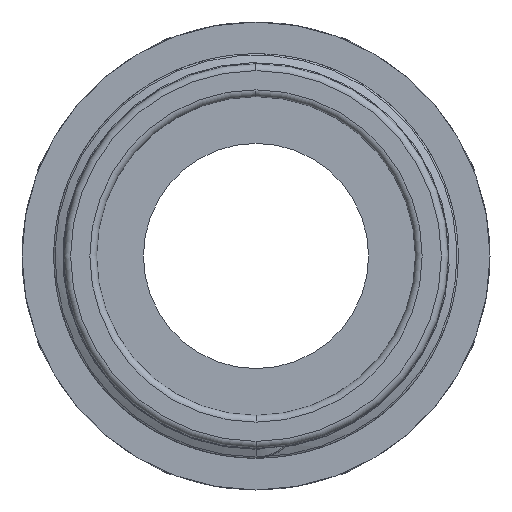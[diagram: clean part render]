
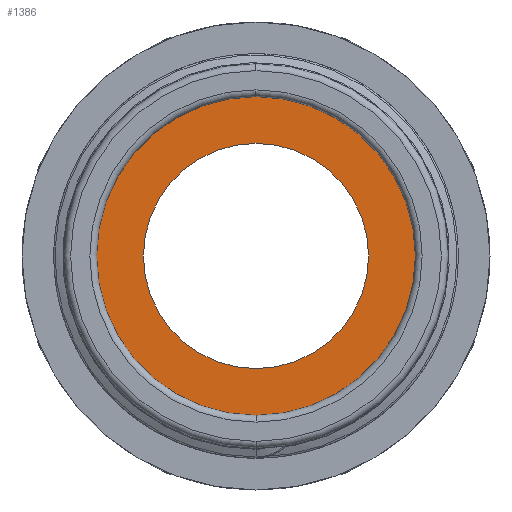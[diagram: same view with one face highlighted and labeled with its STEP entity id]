
A CAD part, left-side view. The second image highlights one B-rep face of the part: STEP entity #1386.
In plain terms, the highlighted planar face has unit normal (-1, 0, 0).
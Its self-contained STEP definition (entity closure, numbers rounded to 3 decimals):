
#1063 = AXIS2_PLACEMENT_3D ( 'NONE', #8872, #8873, #8874 ) ;
#1386 = ADVANCED_FACE ( 'NONE', ( #10481, #8869 ), #8870, .F. ) ;
#1417 = EDGE_CURVE ( 'NONE', #7691, #7688, #7057, .T. ) ;
#2472 = CARTESIAN_POINT ( 'NONE',  ( 17.5, 0., -16.6 ) ) ;
#2475 = CARTESIAN_POINT ( 'NONE',  ( 17.5, 0., 16.6 ) ) ;
#2485 = CARTESIAN_POINT ( 'NONE',  ( 17.5, 0., -23.5 ) ) ;
#2487 = CARTESIAN_POINT ( 'NONE',  ( 17.5, 0., 23.5 ) ) ;
#3113 = CARTESIAN_POINT ( 'NONE',  ( 17.5, 0., 0. ) ) ;
#3114 = DIRECTION ( 'NONE',  ( -1., 0., 0. ) ) ;
#3115 = DIRECTION ( 'NONE',  ( 0., 0., 1. ) ) ;
#3156 = CARTESIAN_POINT ( 'NONE',  ( 17.5, 0., 0. ) ) ;
#3157 = DIRECTION ( 'NONE',  ( -1., 0., 0. ) ) ;
#3158 = DIRECTION ( 'NONE',  ( 0., 0., 1. ) ) ;
#4144 = ORIENTED_EDGE ( 'NONE', *, *, #1417, .F. ) ;
#4145 = ORIENTED_EDGE ( 'NONE', *, *, #11650, .F. ) ;
#4146 = ORIENTED_EDGE ( 'NONE', *, *, #11682, .T. ) ;
#4147 = ORIENTED_EDGE ( 'NONE', *, *, #11636, .T. ) ;
#4343 = EDGE_LOOP ( 'NONE', ( #4146, #4147 ) ) ;
#4353 = EDGE_LOOP ( 'NONE', ( #4144, #4145 ) ) ;
#6435 = CARTESIAN_POINT ( 'NONE',  ( 17.5, 0., 0. ) ) ;
#6436 = DIRECTION ( 'NONE',  ( -1., 0., 0. ) ) ;
#6437 = DIRECTION ( 'NONE',  ( 0., 0., 1. ) ) ;
#7057 = CIRCLE ( 'NONE', #7062, 16.6 ) ;
#7062 = AXIS2_PLACEMENT_3D ( 'NONE', #6435, #6436, #6437 ) ;
#7355 = CIRCLE ( 'NONE', #7357, 23.5 ) ;
#7357 = AXIS2_PLACEMENT_3D ( 'NONE', #3113, #3114, #3115 ) ;
#7380 = CIRCLE ( 'NONE', #7382, 16.6 ) ;
#7382 = AXIS2_PLACEMENT_3D ( 'NONE', #3156, #3157, #3158 ) ;
#7428 = CIRCLE ( 'NONE', #7438, 23.5 ) ;
#7438 = AXIS2_PLACEMENT_3D ( 'NONE', #7747, #7748, #7749 ) ;
#7688 = VERTEX_POINT ( 'NONE', #2472 ) ;
#7691 = VERTEX_POINT ( 'NONE', #2475 ) ;
#7701 = VERTEX_POINT ( 'NONE', #2485 ) ;
#7703 = VERTEX_POINT ( 'NONE', #2487 ) ;
#7747 = CARTESIAN_POINT ( 'NONE',  ( 17.5, 0., 0. ) ) ;
#7748 = DIRECTION ( 'NONE',  ( -1., 0., 0. ) ) ;
#7749 = DIRECTION ( 'NONE',  ( 0., 0., 1. ) ) ;
#8869 = FACE_OUTER_BOUND ( 'NONE', #4343, .T. ) ;
#8870 = PLANE ( 'NONE',  #1063 ) ;
#8872 = CARTESIAN_POINT ( 'NONE',  ( 17.5, 0., -16.6 ) ) ;
#8873 = DIRECTION ( 'NONE',  ( 1., 0., 0. ) ) ;
#8874 = DIRECTION ( 'NONE',  ( 0., 0., -1. ) ) ;
#10481 = FACE_BOUND ( 'NONE', #4353, .T. ) ;
#11636 = EDGE_CURVE ( 'NONE', #7701, #7703, #7355, .T. ) ;
#11650 = EDGE_CURVE ( 'NONE', #7688, #7691, #7380, .T. ) ;
#11682 = EDGE_CURVE ( 'NONE', #7703, #7701, #7428, .T. ) ;
